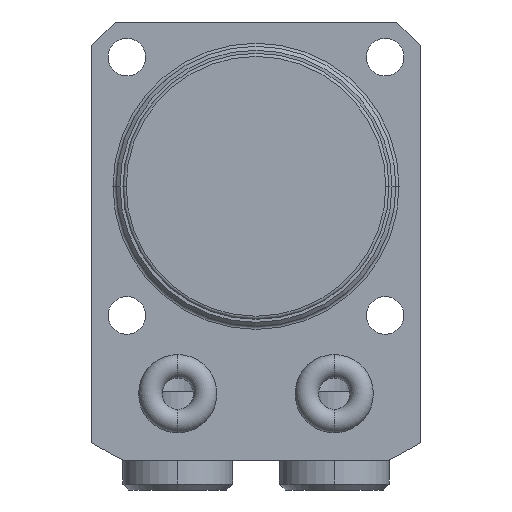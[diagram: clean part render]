
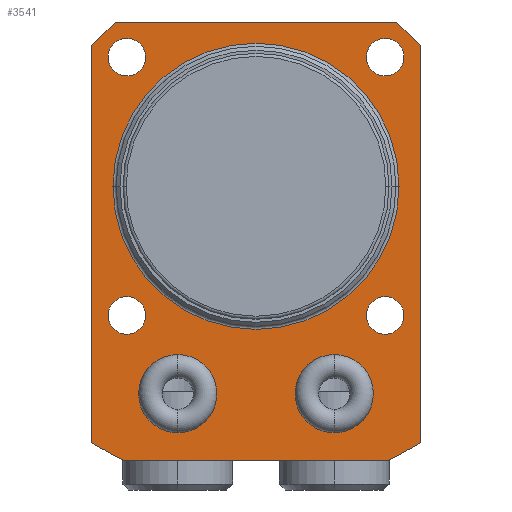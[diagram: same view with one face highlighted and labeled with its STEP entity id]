
A CAD part, front view. The second image highlights one B-rep face of the part: STEP entity #3541.
In plain terms, the highlighted planar face has unit normal (0, -1, 0).
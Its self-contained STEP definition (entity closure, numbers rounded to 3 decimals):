
#367=CARTESIAN_POINT('',(0.,0.,0.));
#368=DIRECTION('',(0.,1.,0.));
#369=DIRECTION('',(-1.,0.,0.));
#370=AXIS2_PLACEMENT_3D('',#367,#368,#369);
#375=CARTESIAN_POINT('',(0.,0.,0.));
#376=DIRECTION('',(0.,1.,0.));
#377=DIRECTION('',(1.,0.,0.));
#378=AXIS2_PLACEMENT_3D('',#375,#376,#377);
#383=CARTESIAN_POINT('',(-16.5,0.,-16.5));
#384=DIRECTION('',(0.,1.,0.));
#385=DIRECTION('',(-1.,0.,0.));
#386=AXIS2_PLACEMENT_3D('',#383,#384,#385);
#391=CARTESIAN_POINT('',(-16.5,0.,-16.5));
#392=DIRECTION('',(0.,1.,0.));
#393=DIRECTION('',(1.,0.,0.));
#394=AXIS2_PLACEMENT_3D('',#391,#392,#393);
#399=CARTESIAN_POINT('',(16.5,0.,-16.5));
#400=DIRECTION('',(0.,1.,0.));
#401=DIRECTION('',(-1.,0.,0.));
#402=AXIS2_PLACEMENT_3D('',#399,#400,#401);
#407=CARTESIAN_POINT('',(16.5,0.,-16.5));
#408=DIRECTION('',(0.,1.,0.));
#409=DIRECTION('',(1.,0.,0.));
#410=AXIS2_PLACEMENT_3D('',#407,#408,#409);
#415=CARTESIAN_POINT('',(16.5,0.,16.5));
#416=DIRECTION('',(0.,1.,0.));
#417=DIRECTION('',(-1.,0.,0.));
#418=AXIS2_PLACEMENT_3D('',#415,#416,#417);
#423=CARTESIAN_POINT('',(16.5,0.,16.5));
#424=DIRECTION('',(0.,1.,0.));
#425=DIRECTION('',(1.,0.,0.));
#426=AXIS2_PLACEMENT_3D('',#423,#424,#425);
#431=CARTESIAN_POINT('',(-16.5,0.,16.5));
#432=DIRECTION('',(0.,1.,0.));
#433=DIRECTION('',(-1.,0.,0.));
#434=AXIS2_PLACEMENT_3D('',#431,#432,#433);
#439=CARTESIAN_POINT('',(-16.5,0.,16.5));
#440=DIRECTION('',(0.,1.,0.));
#441=DIRECTION('',(1.,0.,0.));
#442=AXIS2_PLACEMENT_3D('',#439,#440,#441);
#447=DIRECTION('',(-0.707,0.,0.707));
#448=VECTOR('',#447,4.243);
#449=CARTESIAN_POINT('',(21.,0.,18.));
#450=LINE('',#449,#448);
#454=DIRECTION('',(0.,0.,1.));
#455=VECTOR('',#454,50.739);
#456=CARTESIAN_POINT('',(21.,0.,-32.739));
#457=LINE('',#456,#455);
#461=DIRECTION('',(1.,0.,0.));
#462=VECTOR('',#461,33.931);
#463=CARTESIAN_POINT('',(-16.965,0.,-35.));
#464=LINE('',#463,#462);
#468=DIRECTION('',(0.,0.,-1.));
#469=VECTOR('',#468,50.739);
#470=CARTESIAN_POINT('',(-21.,0.,18.));
#471=LINE('',#470,#469);
#475=DIRECTION('',(-0.707,0.,-0.707));
#476=VECTOR('',#475,4.243);
#477=CARTESIAN_POINT('',(-18.,0.,21.));
#478=LINE('',#477,#476);
#482=DIRECTION('',(-1.,0.,0.));
#483=VECTOR('',#482,36.);
#484=CARTESIAN_POINT('',(18.,0.,21.));
#485=LINE('',#484,#483);
#489=CARTESIAN_POINT('',(-10.,0.,-26.5));
#490=DIRECTION('',(0.,-1.,0.));
#491=DIRECTION('',(-1.,0.,0.));
#492=AXIS2_PLACEMENT_3D('',#489,#490,#491);
#497=CARTESIAN_POINT('',(-10.,0.,-26.5));
#498=DIRECTION('',(0.,-1.,0.));
#499=DIRECTION('',(1.,0.,0.));
#500=AXIS2_PLACEMENT_3D('',#497,#498,#499);
#505=CARTESIAN_POINT('',(10.,0.,-26.5));
#506=DIRECTION('',(0.,1.,0.));
#507=DIRECTION('',(1.,0.,0.));
#508=AXIS2_PLACEMENT_3D('',#505,#506,#507);
#513=CARTESIAN_POINT('',(10.,0.,-26.5));
#514=DIRECTION('',(0.,1.,0.));
#515=DIRECTION('',(-1.,0.,0.));
#516=AXIS2_PLACEMENT_3D('',#513,#514,#515);
#1304=CARTESIAN_POINT('',(0.,0.,0.));
#1305=DIRECTION('',(0.,-1.,0.));
#1306=DIRECTION('',(-0.54,0.,-0.842));
#1307=AXIS2_PLACEMENT_3D('',#1304,#1305,#1306);
#1344=CARTESIAN_POINT('',(0.,0.,0.));
#1345=DIRECTION('',(0.,-1.,0.));
#1346=DIRECTION('',(0.436,0.,-0.9));
#1347=AXIS2_PLACEMENT_3D('',#1344,#1345,#1346);
#2854=CARTESIAN_POINT('',(-16.965,0.,-35.));
#2855=CARTESIAN_POINT('',(16.965,0.,-35.));
#2856=VERTEX_POINT('',#2854);
#2857=VERTEX_POINT('',#2855);
#2859=CARTESIAN_POINT('',(21.,0.,-32.739));
#2861=VERTEX_POINT('',#2859);
#2863=CARTESIAN_POINT('',(-21.,0.,-32.739));
#2865=VERTEX_POINT('',#2863);
#2866=CARTESIAN_POINT('',(-18.9,0.,-16.5));
#2867=CARTESIAN_POINT('',(-14.1,0.,-16.5));
#2868=VERTEX_POINT('',#2866);
#2869=VERTEX_POINT('',#2867);
#2870=CARTESIAN_POINT('',(14.1,0.,-16.5));
#2871=CARTESIAN_POINT('',(18.9,0.,-16.5));
#2872=VERTEX_POINT('',#2870);
#2873=VERTEX_POINT('',#2871);
#2874=CARTESIAN_POINT('',(14.1,0.,16.5));
#2875=CARTESIAN_POINT('',(18.9,0.,16.5));
#2876=VERTEX_POINT('',#2874);
#2877=VERTEX_POINT('',#2875);
#2878=CARTESIAN_POINT('',(-18.9,0.,16.5));
#2879=CARTESIAN_POINT('',(-14.1,0.,16.5));
#2880=VERTEX_POINT('',#2878);
#2881=VERTEX_POINT('',#2879);
#2927=CARTESIAN_POINT('',(-18.285,0.,0.));
#2928=CARTESIAN_POINT('',(18.285,0.,0.));
#2929=VERTEX_POINT('',#2927);
#2930=VERTEX_POINT('',#2928);
#3030=CARTESIAN_POINT('',(21.,0.,18.));
#3031=VERTEX_POINT('',#3030);
#3032=CARTESIAN_POINT('',(18.,0.,21.));
#3033=VERTEX_POINT('',#3032);
#3038=CARTESIAN_POINT('',(-18.,0.,21.));
#3039=VERTEX_POINT('',#3038);
#3040=CARTESIAN_POINT('',(-21.,0.,18.));
#3041=VERTEX_POINT('',#3040);
#3054=CARTESIAN_POINT('',(-15.,0.,-26.5));
#3055=CARTESIAN_POINT('',(-5.,0.,-26.5));
#3056=VERTEX_POINT('',#3054);
#3057=VERTEX_POINT('',#3055);
#3074=CARTESIAN_POINT('',(15.,0.,-26.5));
#3075=VERTEX_POINT('',#3074);
#3078=CARTESIAN_POINT('',(5.,0.,-26.5));
#3079=VERTEX_POINT('',#3078);
#3478=CARTESIAN_POINT('',(0.,0.,0.));
#3479=DIRECTION('',(0.,-1.,0.));
#3480=DIRECTION('',(-1.,0.,0.));
#3481=AXIS2_PLACEMENT_3D('',#3478,#3479,#3480);
#3482=PLANE('',#3481);
#3484=ORIENTED_EDGE('',*,*,#3483,.F.);
#3486=ORIENTED_EDGE('',*,*,#3485,.F.);
#3488=ORIENTED_EDGE('',*,*,#3487,.F.);
#3490=ORIENTED_EDGE('',*,*,#3489,.F.);
#3492=ORIENTED_EDGE('',*,*,#3491,.F.);
#3494=ORIENTED_EDGE('',*,*,#3493,.F.);
#3496=ORIENTED_EDGE('',*,*,#3495,.F.);
#3498=ORIENTED_EDGE('',*,*,#3497,.F.);
#3499=EDGE_LOOP('',(#3484,#3486,#3488,#3490,#3492,#3494,#3496,#3498));
#3500=FACE_OUTER_BOUND('',#3499,.F.);
#3502=ORIENTED_EDGE('',*,*,#3501,.F.);
#3504=ORIENTED_EDGE('',*,*,#3503,.F.);
#3505=EDGE_LOOP('',(#3502,#3504));
#3506=FACE_BOUND('',#3505,.F.);
#3508=ORIENTED_EDGE('',*,*,#3507,.F.);
#3510=ORIENTED_EDGE('',*,*,#3509,.F.);
#3511=EDGE_LOOP('',(#3508,#3510));
#3512=FACE_BOUND('',#3511,.F.);
#3514=ORIENTED_EDGE('',*,*,#3513,.F.);
#3516=ORIENTED_EDGE('',*,*,#3515,.F.);
#3517=EDGE_LOOP('',(#3514,#3516));
#3518=FACE_BOUND('',#3517,.F.);
#3520=ORIENTED_EDGE('',*,*,#3519,.F.);
#3522=ORIENTED_EDGE('',*,*,#3521,.F.);
#3523=EDGE_LOOP('',(#3520,#3522));
#3524=FACE_BOUND('',#3523,.F.);
#3526=ORIENTED_EDGE('',*,*,#3525,.F.);
#3528=ORIENTED_EDGE('',*,*,#3527,.F.);
#3529=EDGE_LOOP('',(#3526,#3528));
#3530=FACE_BOUND('',#3529,.F.);
#3532=ORIENTED_EDGE('',*,*,#3531,.T.);
#3534=ORIENTED_EDGE('',*,*,#3533,.T.);
#3535=EDGE_LOOP('',(#3532,#3534));
#3536=FACE_BOUND('',#3535,.F.);
#3537=ORIENTED_EDGE('',*,*,#3257,.F.);
#3538=ORIENTED_EDGE('',*,*,#3275,.F.);
#3539=EDGE_LOOP('',(#3537,#3538));
#3540=FACE_BOUND('',#3539,.F.);
#3541=ADVANCED_FACE('',(#3500,#3506,#3512,#3518,#3524,#3530,#3536,#3540),#3482,
.T.);
#371=CIRCLE('',#370,18.285);
#379=CIRCLE('',#378,18.285);
#387=CIRCLE('',#386,2.4);
#395=CIRCLE('',#394,2.4);
#403=CIRCLE('',#402,2.4);
#411=CIRCLE('',#410,2.4);
#419=CIRCLE('',#418,2.4);
#427=CIRCLE('',#426,2.4);
#435=CIRCLE('',#434,2.4);
#443=CIRCLE('',#442,2.4);
#493=CIRCLE('',#492,5.);
#501=CIRCLE('',#500,5.);
#509=CIRCLE('',#508,5.);
#517=CIRCLE('',#516,5.);
#1308=CIRCLE('',#1307,38.895);
#1348=CIRCLE('',#1347,38.895);
#3257=EDGE_CURVE('',#3075,#3079,#509,.T.);
#3275=EDGE_CURVE('',#3079,#3075,#517,.T.);
#3483=EDGE_CURVE('',#3031,#3033,#450,.T.);
#3485=EDGE_CURVE('',#2861,#3031,#457,.T.);
#3487=EDGE_CURVE('',#2857,#2861,#1348,.T.);
#3489=EDGE_CURVE('',#2856,#2857,#464,.T.);
#3491=EDGE_CURVE('',#2865,#2856,#1308,.T.);
#3493=EDGE_CURVE('',#3041,#2865,#471,.T.);
#3495=EDGE_CURVE('',#3039,#3041,#478,.T.);
#3497=EDGE_CURVE('',#3033,#3039,#485,.T.);
#3501=EDGE_CURVE('',#2929,#2930,#371,.T.);
#3503=EDGE_CURVE('',#2930,#2929,#379,.T.);
#3507=EDGE_CURVE('',#2868,#2869,#387,.T.);
#3509=EDGE_CURVE('',#2869,#2868,#395,.T.);
#3513=EDGE_CURVE('',#2872,#2873,#403,.T.);
#3515=EDGE_CURVE('',#2873,#2872,#411,.T.);
#3519=EDGE_CURVE('',#2876,#2877,#419,.T.);
#3521=EDGE_CURVE('',#2877,#2876,#427,.T.);
#3525=EDGE_CURVE('',#2880,#2881,#435,.T.);
#3527=EDGE_CURVE('',#2881,#2880,#443,.T.);
#3531=EDGE_CURVE('',#3056,#3057,#493,.T.);
#3533=EDGE_CURVE('',#3057,#3056,#501,.T.);
